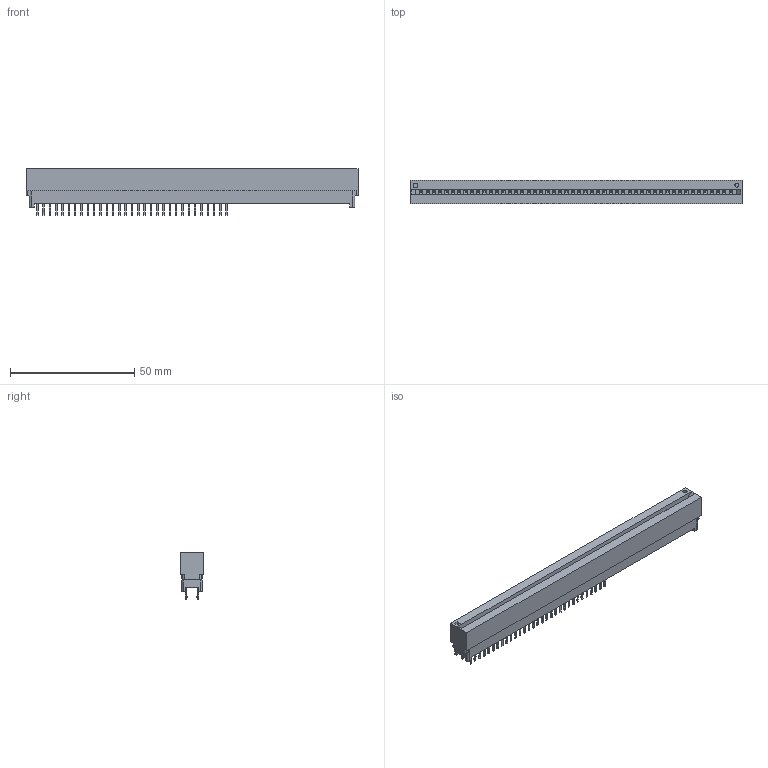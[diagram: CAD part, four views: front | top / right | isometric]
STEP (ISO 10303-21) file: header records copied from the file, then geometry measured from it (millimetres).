
FILE_DESCRIPTION((''),'2;1');
FILE_NAME('C-5645235-03-3','2007-09-05T',('workeradm'),('Tyco Electronics Corporation'),'PRO/ENGINEER BY PARAMETRIC TECHNOLOGY CORPORATION, 2005450','PRO/ENGINEER BY PARAMETRIC TECHNOLOGY CORPORATION, 2005450','');
FILE_SCHEMA(('CONFIG_CONTROL_DESIGN', 'GEOMETRIC_VALIDATION_PROPERTIES_MIM'));
Length unit declared in the file: millimetre
Products named in the file (1): C-5645235-03-3
Bounding box: 133.6 x 9.35 x 18.67 mm (x, y, z)
Volume: 14911.5 mm3; surface area: 9803.4 mm2
Topology: 1 solids, 1 shells, 880 faces, 2433 edges, 1622 vertices
Faces by surface type: plane 638, cylinder 242
Entity records: 28474 total; most frequent: CARTESIAN_POINT 4936, ORIENTED_EDGE 4866, DIRECTION 4681, EDGE_CURVE 2433, VECTOR 1945, LINE 1945, VERTEX_POINT 1622, AXIS2_PLACEMENT_3D 1368
